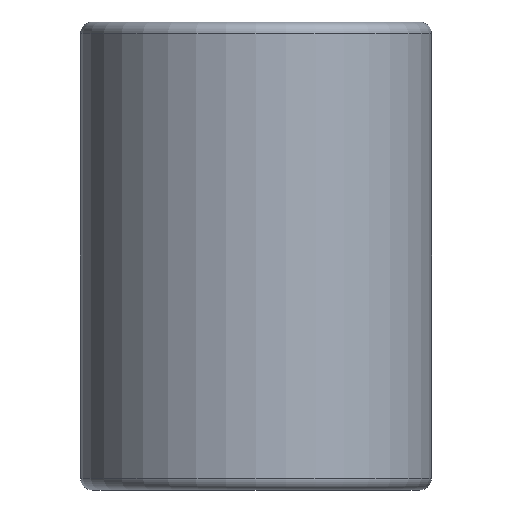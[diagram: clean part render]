
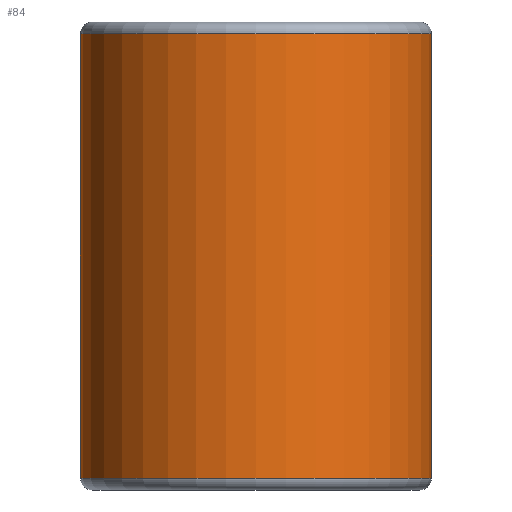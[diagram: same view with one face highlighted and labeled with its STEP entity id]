
A CAD part, front view. The second image highlights one B-rep face of the part: STEP entity #84.
In plain terms, the highlighted cylindrical face has radius 10.5 mm (diameter 21 mm), a full revolution.
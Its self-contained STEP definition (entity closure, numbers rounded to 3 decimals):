
#23=CYLINDRICAL_SURFACE('',#108,10.5);
#32=ORIENTED_EDGE('',*,*,#41,.T.);
#33=ORIENTED_EDGE('',*,*,#40,.F.);
#40=EDGE_CURVE('',#46,#46,#52,.T.);
#41=EDGE_CURVE('',#47,#47,#53,.T.);
#46=VERTEX_POINT('',#151);
#47=VERTEX_POINT('',#154);
#52=CIRCLE('',#107,10.5);
#53=CIRCLE('',#109,10.5);
#62=EDGE_LOOP('',(#32));
#63=EDGE_LOOP('',(#33));
#74=FACE_BOUND('',#62,.T.);
#75=FACE_BOUND('',#63,.T.);
#84=ADVANCED_FACE('',(#74,#75),#23,.T.);
#107=AXIS2_PLACEMENT_3D('',#150,#129,#130);
#108=AXIS2_PLACEMENT_3D('',#152,#131,#132);
#109=AXIS2_PLACEMENT_3D('',#153,#133,#134);
#129=DIRECTION('',(0.,0.,-1.));
#130=DIRECTION('',(-1.,0.,0.));
#131=DIRECTION('',(0.,0.,-1.));
#132=DIRECTION('',(-1.,0.,0.));
#133=DIRECTION('',(0.,0.,-1.));
#134=DIRECTION('',(-1.,0.,0.));
#150=CARTESIAN_POINT('',(0.,0.,-13.3));
#151=CARTESIAN_POINT('',(-10.5,0.,-13.3));
#152=CARTESIAN_POINT('',(0.,0.,-50.));
#153=CARTESIAN_POINT('',(0.,0.,13.3));
#154=CARTESIAN_POINT('',(-10.5,0.,13.3));
